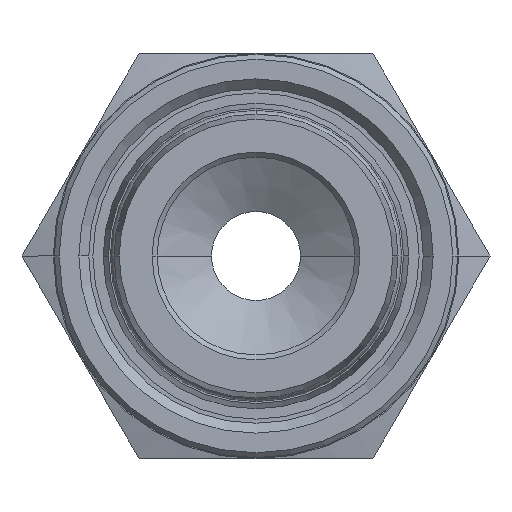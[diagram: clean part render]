
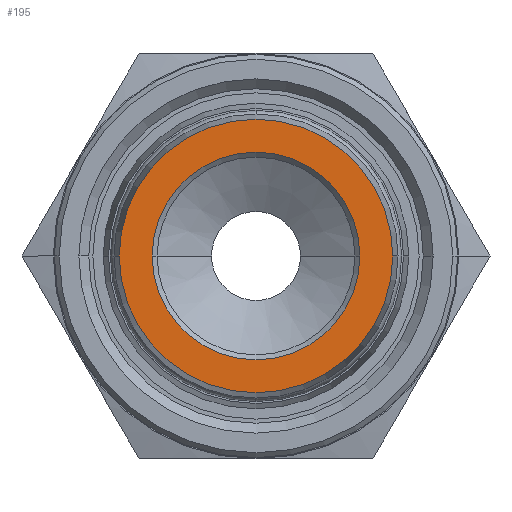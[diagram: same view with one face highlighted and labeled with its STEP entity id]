
A CAD part, left-side view. The second image highlights one B-rep face of the part: STEP entity #195.
In plain terms, the highlighted planar face has unit normal (-1, 0, 0).
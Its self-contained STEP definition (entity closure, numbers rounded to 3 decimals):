
#195 = ADVANCED_FACE( '', ( #412, #413 ), #414, .T. );
#412 = FACE_BOUND( '', #830, .T. );
#413 = FACE_OUTER_BOUND( '', #831, .T. );
#414 = PLANE( '', #832 );
#830 = EDGE_LOOP( '', ( #1376, #1377 ) );
#831 = EDGE_LOOP( '', ( #1378, #1379 ) );
#832 = AXIS2_PLACEMENT_3D( '', #1380, #1381, #1382 );
#1376 = ORIENTED_EDGE( '', *, *, #2782, .F. );
#1377 = ORIENTED_EDGE( '', *, *, #2731, .F. );
#1378 = ORIENTED_EDGE( '', *, *, #2773, .T. );
#1379 = ORIENTED_EDGE( '', *, *, #2783, .T. );
#1380 = CARTESIAN_POINT( '', ( -23., 12.167, 0. ) );
#1381 = DIRECTION( '', ( -1., 0., 0. ) );
#1382 = DIRECTION( '', ( 0., 1., 0. ) );
#2731 = EDGE_CURVE( '', #3272, #3268, #3274, .T. );
#2773 = EDGE_CURVE( '', #3345, #3349, #3351, .T. );
#2782 = EDGE_CURVE( '', #3268, #3272, #3364, .T. );
#2783 = EDGE_CURVE( '', #3349, #3345, #3365, .T. );
#3268 = VERTEX_POINT( '', #4020 );
#3272 = VERTEX_POINT( '', #4025 );
#3274 = CIRCLE( '', #4028, 10.5 );
#3345 = VERTEX_POINT( '', #4121 );
#3349 = VERTEX_POINT( '', #4126 );
#3351 = CIRCLE( '', #4129, 13.835 );
#3364 = CIRCLE( '', #4144, 10.5 );
#3365 = CIRCLE( '', #4145, 13.835 );
#4020 = CARTESIAN_POINT( '', ( -23., 10.5, 0. ) );
#4025 = CARTESIAN_POINT( '', ( -23., -10.5, 0. ) );
#4028 = AXIS2_PLACEMENT_3D( '', #5487, #5488, #5489 );
#4121 = CARTESIAN_POINT( '', ( -23., 13.835, 0. ) );
#4126 = CARTESIAN_POINT( '', ( -23., -13.835, 0. ) );
#4129 = AXIS2_PLACEMENT_3D( '', #5565, #5566, #5567 );
#4144 = AXIS2_PLACEMENT_3D( '', #5588, #5589, #5590 );
#4145 = AXIS2_PLACEMENT_3D( '', #5591, #5592, #5593 );
#5487 = CARTESIAN_POINT( '', ( -23., 0., 0. ) );
#5488 = DIRECTION( '', ( -1., 0., 0. ) );
#5489 = DIRECTION( '', ( 0., 1., 0. ) );
#5565 = CARTESIAN_POINT( '', ( -23., 0., 0. ) );
#5566 = DIRECTION( '', ( -1., 0., 0. ) );
#5567 = DIRECTION( '', ( 0., 1., 0. ) );
#5588 = CARTESIAN_POINT( '', ( -23., 0., 0. ) );
#5589 = DIRECTION( '', ( -1., 0., 0. ) );
#5590 = DIRECTION( '', ( 0., 1., 0. ) );
#5591 = CARTESIAN_POINT( '', ( -23., 0., 0. ) );
#5592 = DIRECTION( '', ( -1., 0., 0. ) );
#5593 = DIRECTION( '', ( 0., 1., 0. ) );
